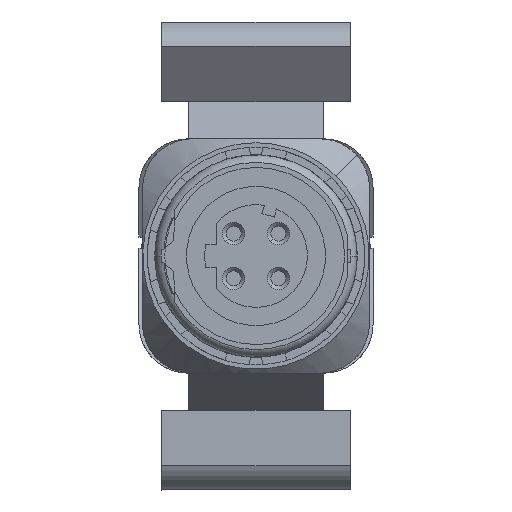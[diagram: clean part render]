
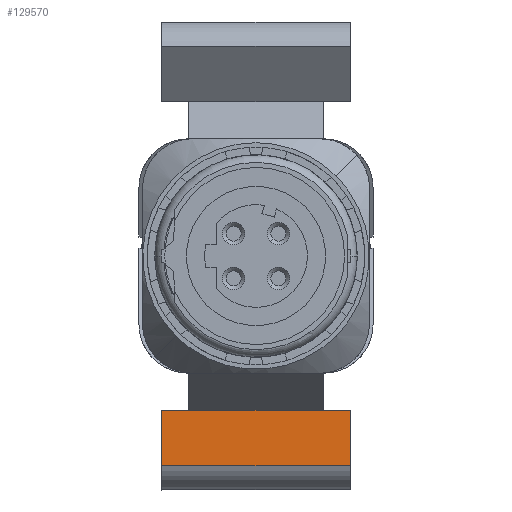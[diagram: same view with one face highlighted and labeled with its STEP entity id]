
A CAD part, left-side view. The second image highlights one B-rep face of the part: STEP entity #129570.
In plain terms, the highlighted planar face has unit normal (-0.326, 0, 0.946).
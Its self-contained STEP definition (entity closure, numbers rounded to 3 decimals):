
#126960=CARTESIAN_POINT('',(108.021,-7.447,
-16.576));
#126970=VERTEX_POINT('',#126960);
#127000=CARTESIAN_POINT('',(131.814,-7.447,
-8.383));
#127010=DIRECTION('',(0.946,0.,
0.326));
#127020=VECTOR('',#127010,1.);
#127030=LINE('',#127000,#127020);
#127040=CARTESIAN_POINT('',(120.793,-7.447,
-12.178));
#127050=VERTEX_POINT('',#127040);
#127060=EDGE_CURVE('',#126970,#127050,#127030,.T.);
#127330=CARTESIAN_POINT('',(120.793,7.447,
-12.178));
#127340=VERTEX_POINT('',#127330);
#127370=CARTESIAN_POINT('',(131.814,7.447,
-8.383));
#127380=DIRECTION('',(0.946,0.,
0.326));
#127390=VECTOR('',#127380,1.);
#127400=LINE('',#127370,#127390);
#127410=CARTESIAN_POINT('',(108.021,7.447,
-16.576));
#127420=VERTEX_POINT('',#127410);
#127430=EDGE_CURVE('',#127420,#127340,#127400,.T.);
#128670=CARTESIAN_POINT('',(108.021,0.607,
-16.576));
#128680=DIRECTION('',(0.,1.,0.));
#128690=VECTOR('',#128680,1.);
#128700=LINE('',#128670,#128690);
#128710=EDGE_CURVE('',#126970,#127420,#128700,.T.);
#129300=CARTESIAN_POINT('',(120.793,-57.551,
-12.178));
#129310=DIRECTION('',(0.,1.,0.));
#129320=VECTOR('',#129310,1.);
#129330=LINE('',#129300,#129320);
#129340=EDGE_CURVE('',#127050,#127340,#129330,.T.);
#129460=CARTESIAN_POINT('',(101.41,7.447,
-18.852));
#129470=DIRECTION('',(-0.326,0.,
0.946));
#129480=DIRECTION('',(-0.946,0.,
-0.326));
#129490=AXIS2_PLACEMENT_3D('',#129460,#129470,#129480);
#129500=PLANE('',#129490);
#129510=ORIENTED_EDGE('',*,*,#127060,.T.);
#129520=ORIENTED_EDGE('',*,*,#128710,.F.);
#129530=ORIENTED_EDGE('',*,*,#127430,.F.);
#129540=ORIENTED_EDGE('',*,*,#129340,.T.);
#129550=EDGE_LOOP('',(#129540,#129530,#129520,#129510));
#129560=FACE_OUTER_BOUND('',#129550,.T.);
#129570=ADVANCED_FACE('',(#129560),#129500,.T.);
